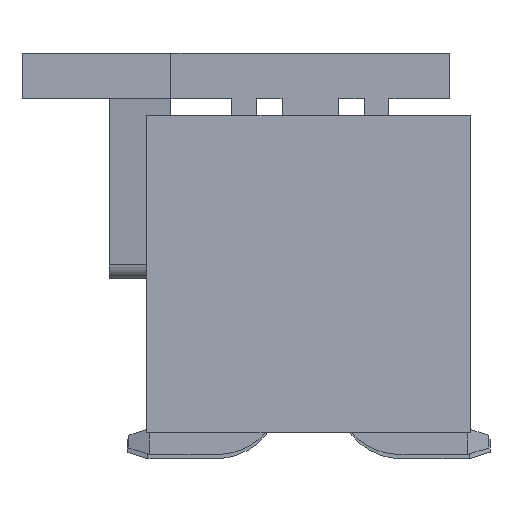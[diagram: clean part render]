
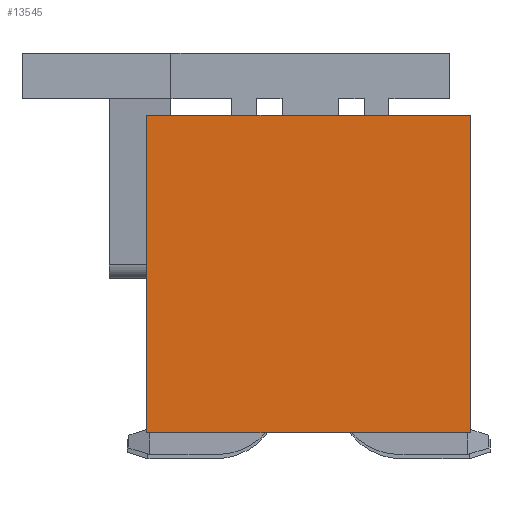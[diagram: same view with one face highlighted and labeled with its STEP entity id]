
A CAD part, front view. The second image highlights one B-rep face of the part: STEP entity #13545.
In plain terms, the highlighted face is planar.
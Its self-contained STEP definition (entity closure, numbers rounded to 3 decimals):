
#2889=ORIENTED_EDGE('',*,*,#5440,.F.);
#2890=ORIENTED_EDGE('',*,*,#5441,.F.);
#2891=ORIENTED_EDGE('',*,*,#5442,.T.);
#2892=ORIENTED_EDGE('',*,*,#5443,.T.);
#5440=EDGE_CURVE('',#6820,#6821,#8440,.T.);
#5441=EDGE_CURVE('',#6822,#6820,#8441,.T.);
#5442=EDGE_CURVE('',#6822,#6823,#8442,.T.);
#5443=EDGE_CURVE('',#6823,#6821,#8443,.T.);
#6820=VERTEX_POINT('',#23261);
#6821=VERTEX_POINT('',#23262);
#6822=VERTEX_POINT('',#23264);
#6823=VERTEX_POINT('',#23266);
#8440=LINE('',#23260,#10250);
#8441=LINE('',#23263,#10251);
#8442=LINE('',#23265,#10252);
#8443=LINE('',#23267,#10253);
#10250=VECTOR('',#19518,1000.);
#10251=VECTOR('',#19519,1000.);
#10252=VECTOR('',#19520,1000.);
#10253=VECTOR('',#19521,1000.);
#11298=EDGE_LOOP('',(#2889,#2890,#2891,#2892));
#12072=FACE_BOUND('',#11298,.T.);
#12796=PLANE('',#16638);
#13545=ADVANCED_FACE('',(#12072),#12796,.T.);
#16638=AXIS2_PLACEMENT_3D('',#23259,#19516,#19517);
#19516=DIRECTION('',(1.,0.,0.));
#19517=DIRECTION('',(0.,0.,-1.));
#19518=DIRECTION('',(0.,0.,-1.));
#19519=DIRECTION('',(0.,1.,0.));
#19520=DIRECTION('',(0.,0.,-1.));
#19521=DIRECTION('',(0.,1.,0.));
#23259=CARTESIAN_POINT('',(10.795,-2.5,2.45));
#23260=CARTESIAN_POINT('',(10.795,2.5,2.45));
#23261=CARTESIAN_POINT('',(10.795,2.5,2.45));
#23262=CARTESIAN_POINT('',(10.795,2.5,-2.45));
#23263=CARTESIAN_POINT('',(10.795,-2.5,2.45));
#23264=CARTESIAN_POINT('',(10.795,-2.5,2.45));
#23265=CARTESIAN_POINT('',(10.795,-2.5,2.45));
#23266=CARTESIAN_POINT('',(10.795,-2.5,-2.45));
#23267=CARTESIAN_POINT('',(10.795,-2.5,-2.45));
